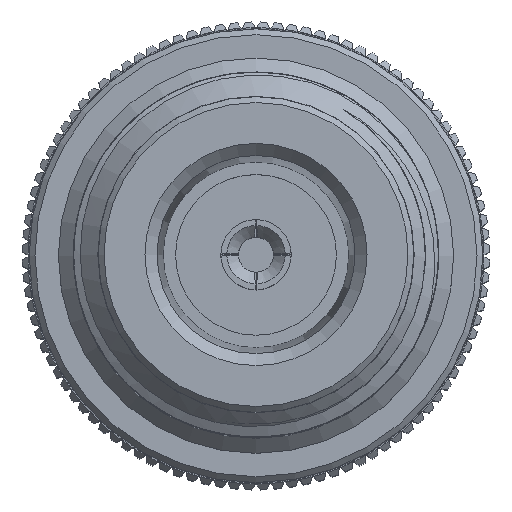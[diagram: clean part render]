
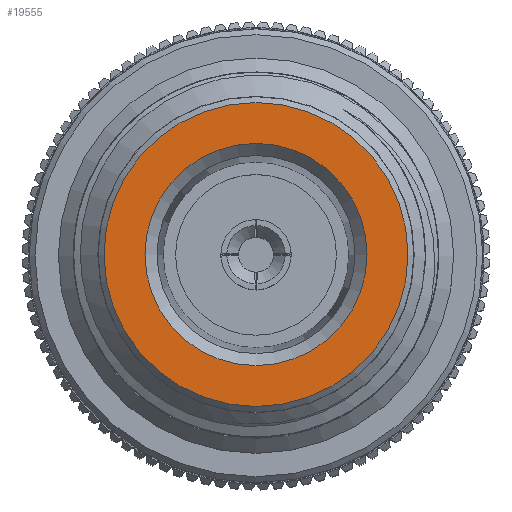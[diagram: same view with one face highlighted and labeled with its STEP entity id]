
A CAD part, top view. The second image highlights one B-rep face of the part: STEP entity #19555.
In plain terms, the highlighted planar face has unit normal (0, 0, 1).
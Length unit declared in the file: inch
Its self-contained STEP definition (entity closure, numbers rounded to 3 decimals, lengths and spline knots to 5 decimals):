
#1314 = FACE_BOUND ( 'NONE', #22590, .T. ) ;
#2278 = CARTESIAN_POINT ( 'NONE',  ( -0.26, 0., 0. ) ) ;
#4451 = CIRCLE ( 'NONE', #6003, 0.19 ) ;
#5692 = CARTESIAN_POINT ( 'NONE',  ( 0., 0., 0. ) ) ;
#6003 = AXIS2_PLACEMENT_3D ( 'NONE', #9877, #23474, #19512 ) ;
#7737 = DIRECTION ( 'NONE',  ( -1., 0., 0. ) ) ;
#7754 = ORIENTED_EDGE ( 'NONE', *, *, #9747, .T. ) ;
#8092 = FACE_OUTER_BOUND ( 'NONE', #20643, .T. ) ;
#8149 = VERTEX_POINT ( 'NONE', #2278 ) ;
#9747 = EDGE_CURVE ( 'NONE', #11866, #11866, #4451, .T. ) ;
#9877 = CARTESIAN_POINT ( 'NONE',  ( 0., 0., 0. ) ) ;
#10792 = EDGE_CURVE ( 'NONE', #8149, #8149, #14576, .T. ) ;
#11866 = VERTEX_POINT ( 'NONE', #12128 ) ;
#12128 = CARTESIAN_POINT ( 'NONE',  ( 0.19, 0., 0. ) ) ;
#13286 = AXIS2_PLACEMENT_3D ( 'NONE', #23677, #17831, #7737 ) ;
#13374 = AXIS2_PLACEMENT_3D ( 'NONE', #5692, #17656, #23416 ) ;
#14576 = CIRCLE ( 'NONE', #13286, 0.26 ) ;
#17656 = DIRECTION ( 'NONE',  ( 0., 0., 1. ) ) ;
#17831 = DIRECTION ( 'NONE',  ( 0., 0., -1. ) ) ;
#19512 = DIRECTION ( 'NONE',  ( 1., 0., 0. ) ) ;
#19555 = ADVANCED_FACE ( 'NONE', ( #1314, #8092 ), #21348, .T. ) ;
#20643 = EDGE_LOOP ( 'NONE', ( #25174 ) ) ;
#21348 = PLANE ( 'NONE',  #13374 ) ;
#22590 = EDGE_LOOP ( 'NONE', ( #7754 ) ) ;
#23416 = DIRECTION ( 'NONE',  ( 1., 0., 0. ) ) ;
#23474 = DIRECTION ( 'NONE',  ( 0., 0., -1. ) ) ;
#23677 = CARTESIAN_POINT ( 'NONE',  ( 0., 0., 0. ) ) ;
#25174 = ORIENTED_EDGE ( 'NONE', *, *, #10792, .F. ) ;
